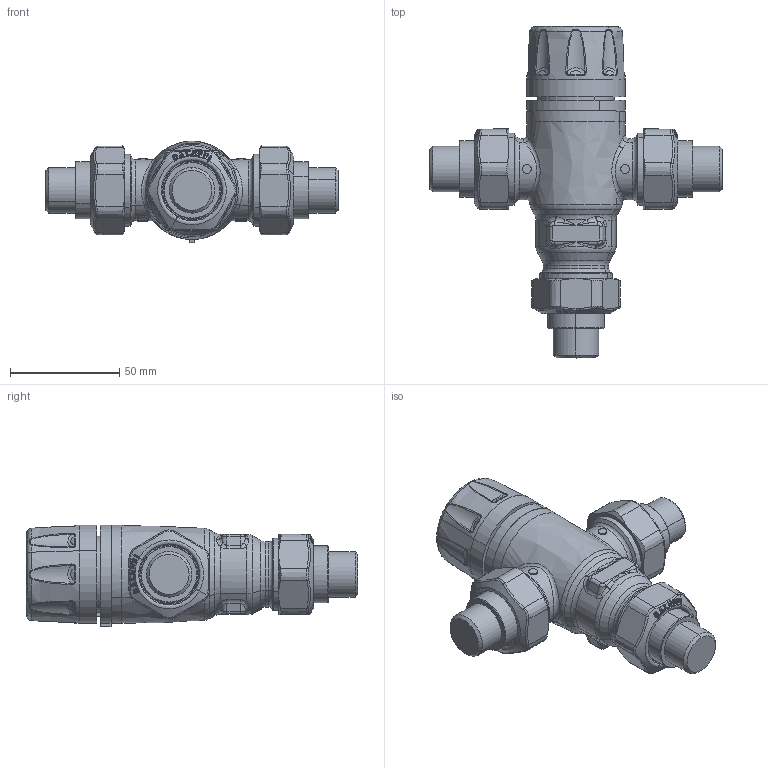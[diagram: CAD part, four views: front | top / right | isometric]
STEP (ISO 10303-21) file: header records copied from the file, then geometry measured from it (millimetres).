
FILE_DESCRIPTION(('CATIA V5 STEP Exchange'),'2;1');
FILE_NAME('STEP_521400_-_TST.stp','2018-03-30T08:53:33+00:00',('none'),('none'),'CATIA Version 5-6 Release 2016 SP4','CATIA V5 STEP AP203','none');
FILE_SCHEMA(('CONFIG_CONTROL_DESIGN'));
Products named in the file (1): _5214000001_sw0001
Bounding box: 134 x 152.05 x 46.49 mm (x, y, z)
Surface area: 47574.2 mm2 (no closed solid volume)
Topology: 0 solids, 32 shells, 1412 faces, 4110 edges, 2538 vertices
Faces by surface type: bspline 828, plane 239, cone 144, cylinder 118, sphere 44, torus 39
Entity records: 70549 total; most frequent: CARTESIAN_POINT 45737, ORIENTED_EDGE 6656, EDGE_CURVE 4072, VERTEX_POINT 2538, DIRECTION 2112, B_SPLINE_CURVE_WITH_KNOTS 2079, ADVANCED_FACE 1412, EDGE_LOOP 1412
